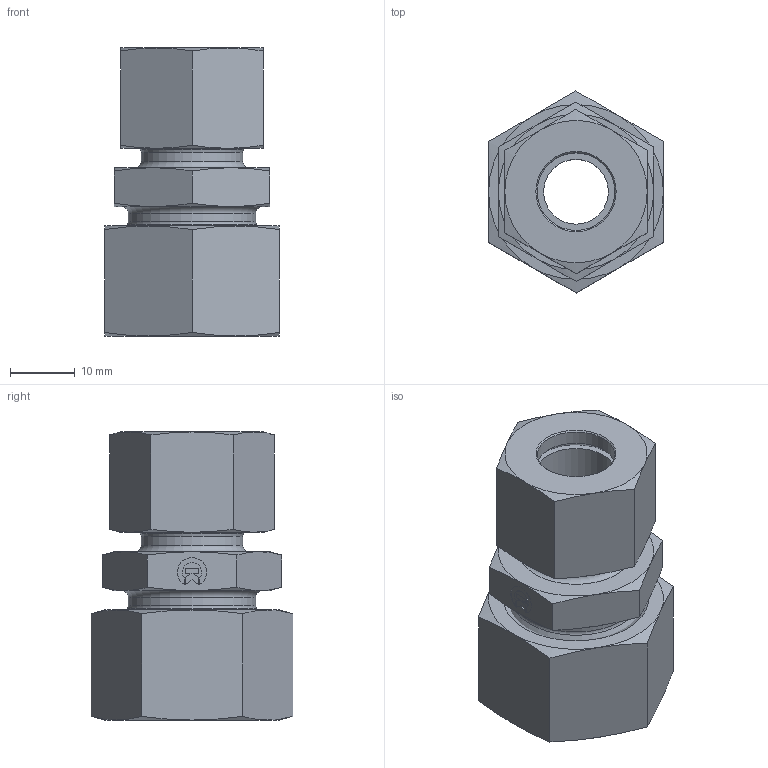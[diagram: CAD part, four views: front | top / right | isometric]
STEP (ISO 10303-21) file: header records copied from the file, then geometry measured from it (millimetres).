
FILE_DESCRIPTION((''),'2;1');
FILE_NAME('32415122218.stp','2014-08-15T16:18:30',(''),('KNOMI spol. s r. o.'),'Autodesk Inventor 2012','Autodesk Inventor 2012','');
FILE_SCHEMA(('AUTOMOTIVE_DESIGN { 1 2 10303 214 0 1 1 1 }'));
Length unit declared in the file: millimetre
Products named in the file (6): PSR2K 15/12L M22/M18; 314 1512 2218; 3911218; 40112; 3911522; 40115
Assembly tree (5 placements, depth 2):
  PSR2K 15/12L M22/M18
    314 1512 2218
    3911218
    40112
    3911522
    40115
Bounding box: 27.01 x 31.18 x 44.5 mm (x, y, z)
Volume: 17073.1 mm3; surface area: 11683.4 mm2
Topology: 5 solids, 5 shells, 146 faces, 337 edges, 217 vertices
Faces by surface type: plane 62, cone 57, cylinder 21, torus 6
Full cylindrical faces by diameter (mm): 10 x1, 12 x3, 14.3 x1, 15 x3, 15.7 x1, 16 x1, 16.376 x1, 17.3 x1, 18 x1, 19.7 x1, 20 x1, 20.376 x1, 22 x1
Entity records: 4060 total; most frequent: CARTESIAN_POINT 779, DIRECTION 622, ORIENTED_EDGE 546, EDGE_CURVE 273, AXIS2_PLACEMENT_3D 256, EDGE_LOOP 208, VERTEX_POINT 189, STYLED_ITEM 159
